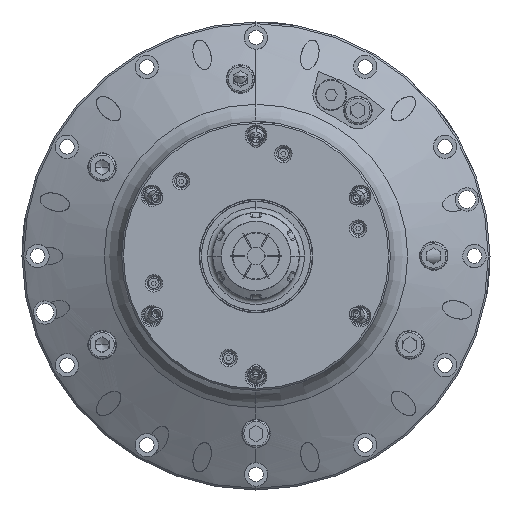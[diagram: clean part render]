
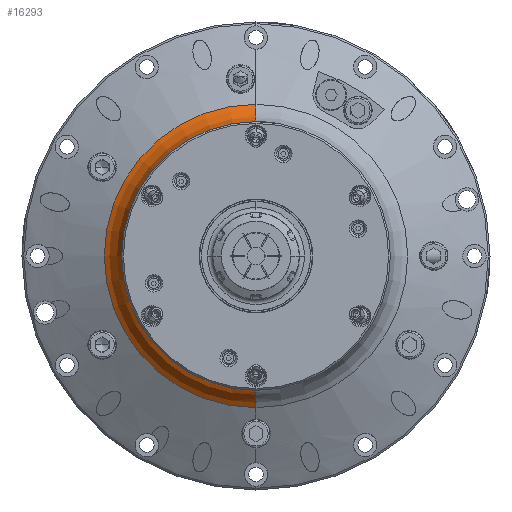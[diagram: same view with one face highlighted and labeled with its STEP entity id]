
A CAD part, left-side view. The second image highlights one B-rep face of the part: STEP entity #16293.
In plain terms, the highlighted toroidal (fillet/blend) face has major radius 97.5 mm and minor radius 20 mm.
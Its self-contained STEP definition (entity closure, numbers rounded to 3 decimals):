
#2469 = AXIS2_PLACEMENT_3D ( 'NONE', #55257, #55641, #55666 ) ;
#2475 = AXIS2_PLACEMENT_3D ( 'NONE', #20567, #23085, #23179 ) ;
#2481 = AXIS2_PLACEMENT_3D ( 'NONE', #23346, #22229, #23417 ) ;
#8347 = CIRCLE ( 'NONE', #2475, 20. ) ;
#9667 = CIRCLE ( 'NONE', #2481, 20. ) ;
#9923 = CIRCLE ( 'NONE', #2469, 77.5 ) ;
#14736 = EDGE_CURVE ( 'NONE', #31453, #33140, #70420, .T. ) ;
#16293 = ADVANCED_FACE ( 'NONE', ( #43390 ), #43252, .F. ) ;
#19910 = EDGE_LOOP ( 'NONE', ( #51979, #52165, #51813, #51733 ) ) ;
#20567 = CARTESIAN_POINT ( 'NONE',  ( -389.2, 0., -97.5 ) ) ;
#21655 = CARTESIAN_POINT ( 'NONE',  ( -389.2, 0., -77.5 ) ) ;
#21762 = CARTESIAN_POINT ( 'NONE',  ( -389.2, 0., 77.5 ) ) ;
#21976 = CARTESIAN_POINT ( 'NONE',  ( -371.879, 0., 87.5 ) ) ;
#22229 = DIRECTION ( 'NONE',  ( 0., 1., 0. ) ) ;
#23085 = DIRECTION ( 'NONE',  ( 0., -1., 0. ) ) ;
#23179 = DIRECTION ( 'NONE',  ( 0., 0., -1. ) ) ;
#23311 = CARTESIAN_POINT ( 'NONE',  ( -371.879, 0., -87.5 ) ) ;
#23346 = CARTESIAN_POINT ( 'NONE',  ( -389.2, 0., 97.5 ) ) ;
#23417 = DIRECTION ( 'NONE',  ( 0., 0., 1. ) ) ;
#23829 = DIRECTION ( 'NONE',  ( 1., 0., 0. ) ) ;
#23844 = CARTESIAN_POINT ( 'NONE',  ( -389.2, 0., 0. ) ) ;
#23849 = DIRECTION ( 'NONE',  ( 0., 0., -1. ) ) ;
#26372 = EDGE_CURVE ( 'NONE', #34038, #33760, #9923, .T. ) ;
#26376 = EDGE_CURVE ( 'NONE', #31453, #34038, #8347, .T. ) ;
#26380 = EDGE_CURVE ( 'NONE', #33140, #33760, #9667, .T. ) ;
#31453 = VERTEX_POINT ( 'NONE', #23311 ) ;
#33140 = VERTEX_POINT ( 'NONE', #21976 ) ;
#33760 = VERTEX_POINT ( 'NONE', #21762 ) ;
#34038 = VERTEX_POINT ( 'NONE', #21655 ) ;
#43252 = TOROIDAL_SURFACE ( 'NONE', #68347, 97.5, 20. ) ;
#43390 = FACE_OUTER_BOUND ( 'NONE', #19910, .T. ) ;
#51733 = ORIENTED_EDGE ( 'NONE', *, *, #26372, .T. ) ;
#51813 = ORIENTED_EDGE ( 'NONE', *, *, #26376, .T. ) ;
#51979 = ORIENTED_EDGE ( 'NONE', *, *, #26380, .F. ) ;
#52165 = ORIENTED_EDGE ( 'NONE', *, *, #14736, .F. ) ;
#52849 = DIRECTION ( 'NONE',  ( 0., 0., -1. ) ) ;
#53585 = CARTESIAN_POINT ( 'NONE',  ( -371.879, 0., 0. ) ) ;
#53994 = DIRECTION ( 'NONE',  ( 1., 0., 0. ) ) ;
#55257 = CARTESIAN_POINT ( 'NONE',  ( -389.2, 0., 0. ) ) ;
#55641 = DIRECTION ( 'NONE',  ( 1., 0., 0. ) ) ;
#55666 = DIRECTION ( 'NONE',  ( 0., 0., -1. ) ) ;
#68190 = AXIS2_PLACEMENT_3D ( 'NONE', #53585, #53994, #52849 ) ;
#68347 = AXIS2_PLACEMENT_3D ( 'NONE', #23844, #23829, #23849 ) ;
#70420 = CIRCLE ( 'NONE', #68190, 87.5 ) ;
